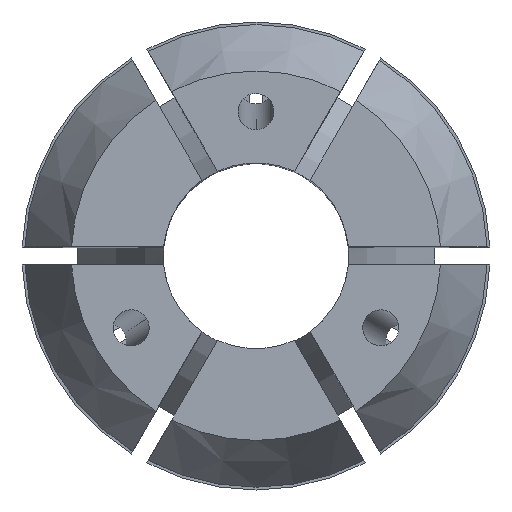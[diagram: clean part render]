
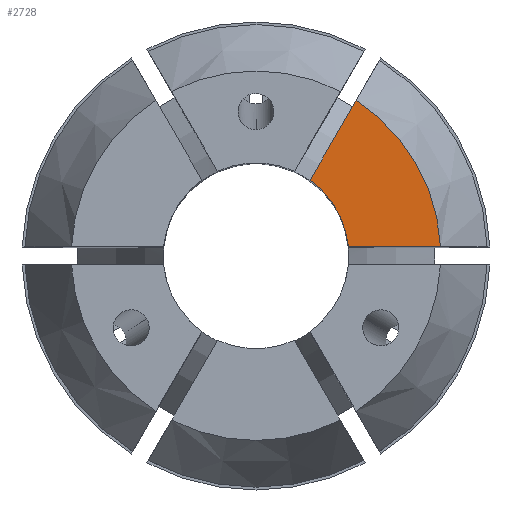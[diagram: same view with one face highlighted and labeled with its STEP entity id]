
A CAD part, top view. The second image highlights one B-rep face of the part: STEP entity #2728.
In plain terms, the highlighted planar face has unit normal (0, 0, 1).
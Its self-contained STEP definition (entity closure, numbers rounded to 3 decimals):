
#55 = AXIS2_PLACEMENT_3D ( 'NONE', #64, #344, #1777 ) ;
#59 = LINE ( 'NONE', #1219, #2197 ) ;
#64 = CARTESIAN_POINT ( 'NONE',  ( 0., 0., 34. ) ) ;
#145 = EDGE_CURVE ( 'NONE', #2557, #2875, #59, .T. ) ;
#280 = CARTESIAN_POINT ( 'NONE',  ( 3.001, 4.197, 34. ) ) ;
#344 = DIRECTION ( 'NONE',  ( 0., 0., 1. ) ) ;
#358 = EDGE_LOOP ( 'NONE', ( #1095, #1830, #2323, #3617 ) ) ;
#400 = LINE ( 'NONE', #3450, #3367 ) ;
#410 = FACE_OUTER_BOUND ( 'NONE', #358, .T. ) ;
#1095 = ORIENTED_EDGE ( 'NONE', *, *, #3386, .F. ) ;
#1219 = CARTESIAN_POINT ( 'NONE',  ( 0., 0.5, 34. ) ) ;
#1232 = CARTESIAN_POINT ( 'NONE',  ( 5.558, 8.627, 34. ) ) ;
#1239 = CIRCLE ( 'NONE', #3136, 10.263 ) ;
#1728 = CARTESIAN_POINT ( 'NONE',  ( 0., 0., 34. ) ) ;
#1777 = DIRECTION ( 'NONE',  ( 1., 0., 0. ) ) ;
#1830 = ORIENTED_EDGE ( 'NONE', *, *, #3476, .F. ) ;
#1837 = CARTESIAN_POINT ( 'NONE',  ( 0., 10.263, 34. ) ) ;
#1880 = CARTESIAN_POINT ( 'NONE',  ( 5.135, 0.5, 34. ) ) ;
#2197 = VECTOR ( 'NONE', #2938, 1000. ) ;
#2218 = CIRCLE ( 'NONE', #55, 5.159 ) ;
#2323 = ORIENTED_EDGE ( 'NONE', *, *, #145, .F. ) ;
#2557 = VERTEX_POINT ( 'NONE', #3489 ) ;
#2574 = DIRECTION ( 'NONE',  ( 0., 0., -1. ) ) ;
#2594 = DIRECTION ( 'NONE',  ( 0.5, 0.866, 0. ) ) ;
#2605 = DIRECTION ( 'NONE',  ( -1., 0., 0. ) ) ;
#2625 = AXIS2_PLACEMENT_3D ( 'NONE', #1837, #2993, #3007 ) ;
#2728 = ADVANCED_FACE ( 'NONE', ( #410 ), #3572, .T. ) ;
#2815 = VERTEX_POINT ( 'NONE', #1232 ) ;
#2875 = VERTEX_POINT ( 'NONE', #1880 ) ;
#2938 = DIRECTION ( 'NONE',  ( -1., 0., 0. ) ) ;
#2945 = EDGE_CURVE ( 'NONE', #2815, #2557, #1239, .T. ) ;
#2993 = DIRECTION ( 'NONE',  ( 0., 0., 1. ) ) ;
#3007 = DIRECTION ( 'NONE',  ( 1., 0., 0. ) ) ;
#3136 = AXIS2_PLACEMENT_3D ( 'NONE', #1728, #2574, #2605 ) ;
#3367 = VECTOR ( 'NONE', #2594, 1000. ) ;
#3386 = EDGE_CURVE ( 'NONE', #3400, #2815, #400, .T. ) ;
#3400 = VERTEX_POINT ( 'NONE', #280 ) ;
#3450 = CARTESIAN_POINT ( 'NONE',  ( 4.877, 7.447, 34. ) ) ;
#3476 = EDGE_CURVE ( 'NONE', #2875, #3400, #2218, .T. ) ;
#3489 = CARTESIAN_POINT ( 'NONE',  ( 10.251, 0.5, 34. ) ) ;
#3572 = PLANE ( 'NONE',  #2625 ) ;
#3617 = ORIENTED_EDGE ( 'NONE', *, *, #2945, .F. ) ;
